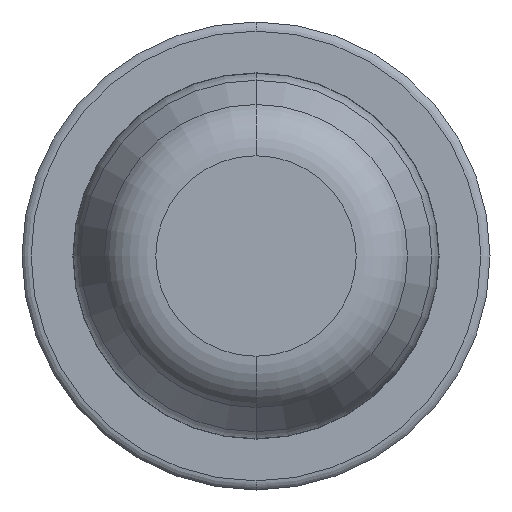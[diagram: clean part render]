
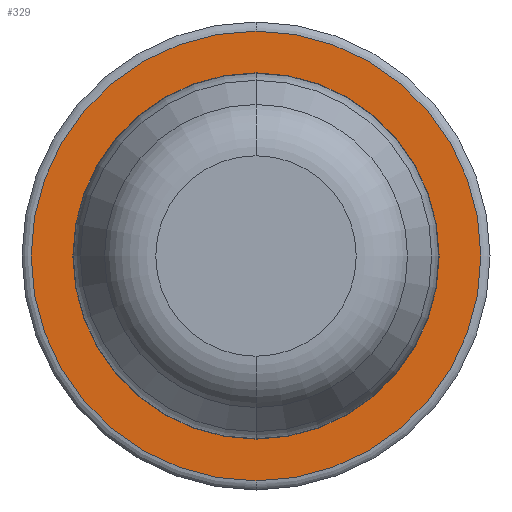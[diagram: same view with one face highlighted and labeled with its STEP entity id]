
A CAD part, front view. The second image highlights one B-rep face of the part: STEP entity #329.
In plain terms, the highlighted planar face has unit normal (0, -1, 0).
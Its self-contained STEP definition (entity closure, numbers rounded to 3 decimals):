
#17 = EDGE_LOOP ( 'NONE', ( #386, #127 ) ) ;
#53 = CARTESIAN_POINT ( 'NONE',  ( 0., 26.408, 0. ) ) ;
#75 = AXIS2_PLACEMENT_3D ( 'NONE', #80, #554, #155 ) ;
#80 = CARTESIAN_POINT ( 'NONE',  ( 0., 26.408, 0. ) ) ;
#90 = CIRCLE ( 'NONE', #186, 8.02 ) ;
#127 = ORIENTED_EDGE ( 'NONE', *, *, #519, .T. ) ;
#129 = VERTEX_POINT ( 'NONE', #185 ) ;
#133 = PLANE ( 'NONE',  #831 ) ;
#143 = AXIS2_PLACEMENT_3D ( 'NONE', #290, #760, #358 ) ;
#155 = DIRECTION ( 'NONE',  ( 0., 0., 1. ) ) ;
#156 = DIRECTION ( 'NONE',  ( 0., 1., 0. ) ) ;
#163 = DIRECTION ( 'NONE',  ( 0., 0., -1. ) ) ;
#179 = VERTEX_POINT ( 'NONE', #813 ) ;
#185 = CARTESIAN_POINT ( 'NONE',  ( 0., 26.408, 8.02 ) ) ;
#186 = AXIS2_PLACEMENT_3D ( 'NONE', #555, #156, #628 ) ;
#193 = CIRCLE ( 'NONE', #75, 8.02 ) ;
#232 = EDGE_CURVE ( 'NONE', #455, #731, #373, .T. ) ;
#261 = FACE_BOUND ( 'NONE', #17, .T. ) ;
#270 = CARTESIAN_POINT ( 'NONE',  ( 0., 26.408, 9.85 ) ) ;
#274 = CARTESIAN_POINT ( 'NONE',  ( -9.85, 26.408, 0. ) ) ;
#290 = CARTESIAN_POINT ( 'NONE',  ( 0., 26.408, 0. ) ) ;
#293 = CARTESIAN_POINT ( 'NONE',  ( 0., 26.408, -9.85 ) ) ;
#302 = FACE_OUTER_BOUND ( 'NONE', #852, .T. ) ;
#329 = ADVANCED_FACE ( 'NONE', ( #261, #302 ), #133, .T. ) ;
#342 = DIRECTION ( 'NONE',  ( 0., 1., 0. ) ) ;
#358 = DIRECTION ( 'NONE',  ( 0., 0., 1. ) ) ;
#373 = CIRCLE ( 'NONE', #592, 9.85 ) ;
#386 = ORIENTED_EDGE ( 'NONE', *, *, #659, .T. ) ;
#455 = VERTEX_POINT ( 'NONE', #270 ) ;
#519 = EDGE_CURVE ( 'NONE', #179, #129, #90, .T. ) ;
#523 = EDGE_CURVE ( 'NONE', #731, #455, #542, .T. ) ;
#542 = CIRCLE ( 'NONE', #143, 9.85 ) ;
#554 = DIRECTION ( 'NONE',  ( 0., 1., 0. ) ) ;
#555 = CARTESIAN_POINT ( 'NONE',  ( 0., 26.408, 0. ) ) ;
#592 = AXIS2_PLACEMENT_3D ( 'NONE', #53, #342, #815 ) ;
#628 = DIRECTION ( 'NONE',  ( 0., 0., 1. ) ) ;
#659 = EDGE_CURVE ( 'NONE', #129, #179, #193, .T. ) ;
#701 = ORIENTED_EDGE ( 'NONE', *, *, #232, .F. ) ;
#731 = VERTEX_POINT ( 'NONE', #293 ) ;
#760 = DIRECTION ( 'NONE',  ( 0., 1., 0. ) ) ;
#798 = ORIENTED_EDGE ( 'NONE', *, *, #523, .F. ) ;
#813 = CARTESIAN_POINT ( 'NONE',  ( 0., 26.408, -8.02 ) ) ;
#814 = DIRECTION ( 'NONE',  ( 0., -1., 0. ) ) ;
#815 = DIRECTION ( 'NONE',  ( 0., 0., 1. ) ) ;
#831 = AXIS2_PLACEMENT_3D ( 'NONE', #274, #814, #163 ) ;
#852 = EDGE_LOOP ( 'NONE', ( #701, #798 ) ) ;
